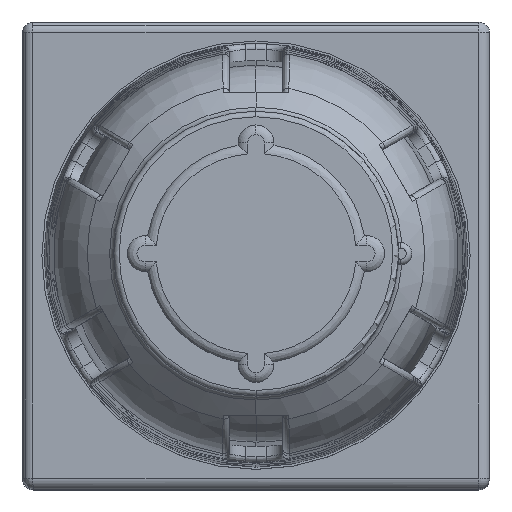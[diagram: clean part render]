
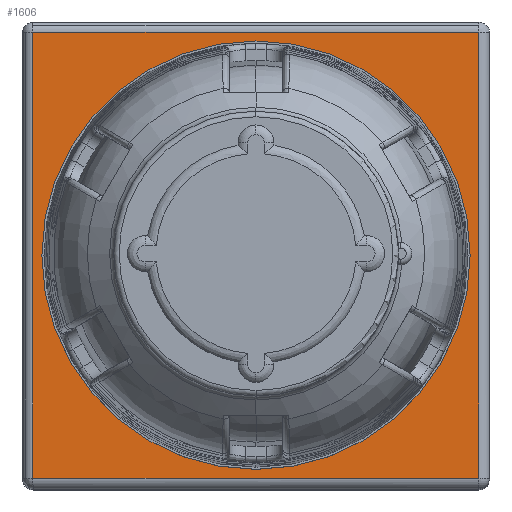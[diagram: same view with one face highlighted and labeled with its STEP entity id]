
A CAD part, top view. The second image highlights one B-rep face of the part: STEP entity #1606.
In plain terms, the highlighted planar face has unit normal (0, 0, 1).
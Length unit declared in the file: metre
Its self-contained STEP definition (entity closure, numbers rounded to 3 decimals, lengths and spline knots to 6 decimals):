
#1606=ADVANCED_FACE('13:82712',(#3587,#3588),#3589,.T.);
#3587=FACE_BOUND('',#9545,.T.);
#3588=FACE_OUTER_BOUND('',#9546,.T.);
#3589=PLANE('',#9547);
#9545=EDGE_LOOP('',(#14757,#14758));
#9546=EDGE_LOOP('',(#14759,#14760,#14761,#14762));
#9547=AXIS2_PLACEMENT_3D('',#14763,#14764,#14765);
#14757=ORIENTED_EDGE('',*,*,#19167,.T.);
#14758=ORIENTED_EDGE('',*,*,#18458,.T.);
#14759=ORIENTED_EDGE('',*,*,#18328,.F.);
#14760=ORIENTED_EDGE('',*,*,#18323,.F.);
#14761=ORIENTED_EDGE('',*,*,#19732,.T.);
#14762=ORIENTED_EDGE('',*,*,#19733,.T.);
#14763=CARTESIAN_POINT('',(-0.021,0.021,0.02015));
#14764=DIRECTION('',(0.0,0.,1.0));
#14765=DIRECTION('',(0.0,-1.0,0.));
#18323=EDGE_CURVE('17:2545',#21112,#21114,#21115,.T.);
#18328=EDGE_CURVE('17:2521',#21114,#21122,#21123,.T.);
#18458=EDGE_CURVE('',#21341,#21338,#21342,.T.);
#19167=EDGE_CURVE('42:2838',#21338,#21341,#22415,.T.);
#19732=EDGE_CURVE('13:88058',#21112,#23182,#23183,.T.);
#19733=EDGE_CURVE('13:88688',#23182,#21122,#23184,.T.);
#21112=VERTEX_POINT('',#25089);
#21114=VERTEX_POINT('',#25091);
#21115=LINE('',#25092,#25093);
#21122=VERTEX_POINT('',#25101);
#21123=LINE('',#25102,#25103);
#21338=VERTEX_POINT('',#25602);
#21341=VERTEX_POINT('',#25606);
#21342=CIRCLE('',#25607,0.0192);
#22415=CIRCLE('',#27786,0.0192);
#23182=VERTEX_POINT('',#30223);
#23183=LINE('',#30224,#30225);
#23184=LINE('',#30226,#30227);
#25089=CARTESIAN_POINT('',(-0.02006,-0.02,0.02015));
#25091=CARTESIAN_POINT('',(-0.02006,0.02006,0.02015));
#25092=CARTESIAN_POINT('',(-0.02006,0.,0.02015));
#25093=VECTOR('',#33196,1.0);
#25101=CARTESIAN_POINT('',(0.02,0.02006,0.02015));
#25102=CARTESIAN_POINT('',(0.,0.02006,0.02015));
#25103=VECTOR('',#33204,1.0);
#25602=CARTESIAN_POINT('',(0.,0.019232,0.02015));
#25606=CARTESIAN_POINT('',(0.,-0.019168,0.02015));
#25607=AXIS2_PLACEMENT_3D('',#33396,#33397,#33398);
#27786=AXIS2_PLACEMENT_3D('',#34332,#34333,#34334);
#30223=CARTESIAN_POINT('',(0.02,-0.02,0.02015));
#30224=CARTESIAN_POINT('',(-0.021,-0.02,0.02015));
#30225=VECTOR('',#34780,1.0);
#30226=CARTESIAN_POINT('',(0.02,0.021,0.02015));
#30227=VECTOR('',#34781,1.0);
#33196=DIRECTION('',(0.0,1.0,0.));
#33204=DIRECTION('',(1.0,0.,0.));
#33396=CARTESIAN_POINT('',(0.,0.000032,0.02015));
#33397=DIRECTION('',(0.0,0.,-1.0));
#33398=DIRECTION('',(0.0,1.0,0.));
#34332=CARTESIAN_POINT('',(0.,0.000032,0.02015));
#34333=DIRECTION('',(0.0,0.,-1.0));
#34334=DIRECTION('',(0.0,1.0,0.));
#34780=DIRECTION('',(1.0,0.,0.));
#34781=DIRECTION('',(0.0,1.0,0.));
